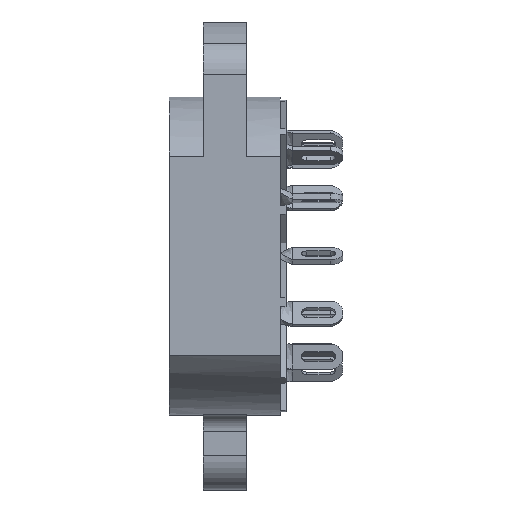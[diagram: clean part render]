
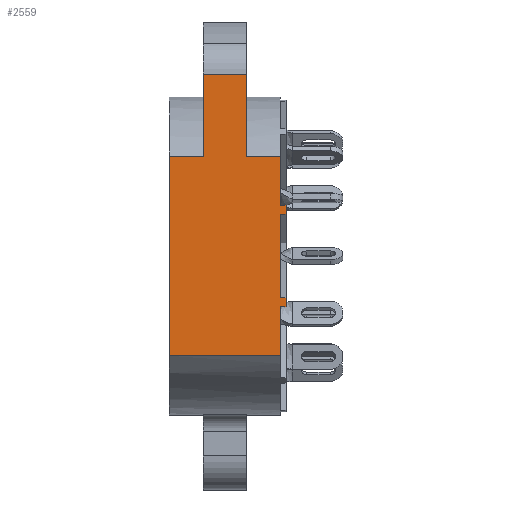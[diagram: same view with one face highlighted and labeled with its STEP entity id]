
A CAD part, left-side view. The second image highlights one B-rep face of the part: STEP entity #2559.
In plain terms, the highlighted planar face has unit normal (-1, 0, 0).
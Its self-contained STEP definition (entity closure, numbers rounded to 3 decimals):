
#20 = CARTESIAN_POINT ( 'NONE',  ( -10.9, 0.5, -4.464 ) ) ;
#32 = CARTESIAN_POINT ( 'NONE',  ( -10.9, 10.3, -8.786 ) ) ;
#39 = ORIENTED_EDGE ( 'NONE', *, *, #467, .F. ) ;
#243 = LINE ( 'NONE', #1353, #5019 ) ;
#287 = EDGE_CURVE ( 'NONE', #966, #6391, #1985, .T. ) ;
#306 = CARTESIAN_POINT ( 'NONE',  ( -10.9, 0.5, 8.786 ) ) ;
#384 = LINE ( 'NONE', #1117, #3232 ) ;
#426 = VERTEX_POINT ( 'NONE', #2168 ) ;
#457 = VECTOR ( 'NONE', #6346, 1000. ) ;
#467 = EDGE_CURVE ( 'NONE', #2472, #426, #2920, .T. ) ;
#472 = CARTESIAN_POINT ( 'NONE',  ( -10.9, 0.5, 3.663 ) ) ;
#495 = EDGE_LOOP ( 'NONE', ( #7745, #3189, #3833, #4332, #1794, #2250, #2679, #1120, #4654, #5326, #39, #6248, #624, #1000, #3332, #2611 ) ) ;
#557 = DIRECTION ( 'NONE',  ( 0., 0., 1. ) ) ;
#601 = DIRECTION ( 'NONE',  ( 0., 0., -1. ) ) ;
#624 = ORIENTED_EDGE ( 'NONE', *, *, #3551, .F. ) ;
#677 = VECTOR ( 'NONE', #1948, 1000. ) ;
#679 = CARTESIAN_POINT ( 'NONE',  ( -10.9, 7.3, 8.786 ) ) ;
#723 = VECTOR ( 'NONE', #1283, 1000. ) ;
#806 = EDGE_CURVE ( 'NONE', #3298, #6342, #4605, .T. ) ;
#902 = EDGE_CURVE ( 'NONE', #2494, #7338, #384, .T. ) ;
#966 = VERTEX_POINT ( 'NONE', #4252 ) ;
#1000 = ORIENTED_EDGE ( 'NONE', *, *, #287, .F. ) ;
#1117 = CARTESIAN_POINT ( 'NONE',  ( -10.9, 7.3, 8.786 ) ) ;
#1120 = ORIENTED_EDGE ( 'NONE', *, *, #2853, .T. ) ;
#1135 = VERTEX_POINT ( 'NONE', #6413 ) ;
#1161 = DIRECTION ( 'NONE',  ( 0., 0., 1. ) ) ;
#1166 = VERTEX_POINT ( 'NONE', #2740 ) ;
#1212 = CARTESIAN_POINT ( 'NONE',  ( -10.9, 10.3, 8.786 ) ) ;
#1283 = DIRECTION ( 'NONE',  ( 0., -1., 0. ) ) ;
#1314 = DIRECTION ( 'NONE',  ( 0., 0., -1. ) ) ;
#1353 = CARTESIAN_POINT ( 'NONE',  ( -10.9, -9.528, -3.663 ) ) ;
#1366 = DIRECTION ( 'NONE',  ( 0., 0., 1. ) ) ;
#1401 = DIRECTION ( 'NONE',  ( 0., -1., 0. ) ) ;
#1454 = CARTESIAN_POINT ( 'NONE',  ( -10.9, 10.3, -8.786 ) ) ;
#1464 = VERTEX_POINT ( 'NONE', #1454 ) ;
#1645 = DIRECTION ( 'NONE',  ( 0., -1., 0. ) ) ;
#1647 = VECTOR ( 'NONE', #1314, 1000. ) ;
#1776 = VECTOR ( 'NONE', #557, 1000. ) ;
#1794 = ORIENTED_EDGE ( 'NONE', *, *, #902, .F. ) ;
#1807 = CARTESIAN_POINT ( 'NONE',  ( -10.9, -9.528, 4.464 ) ) ;
#1900 = CARTESIAN_POINT ( 'NONE',  ( -10.9, 10.3, 8.786 ) ) ;
#1903 = CARTESIAN_POINT ( 'NONE',  ( -10.9, 0., -3.663 ) ) ;
#1931 = DIRECTION ( 'NONE',  ( 0., 1., 0. ) ) ;
#1948 = DIRECTION ( 'NONE',  ( 0., 1., 0. ) ) ;
#1985 = LINE ( 'NONE', #3089, #677 ) ;
#2009 = EDGE_CURVE ( 'NONE', #4606, #2447, #4295, .T. ) ;
#2015 = CARTESIAN_POINT ( 'NONE',  ( -10.9, 0., 8.786 ) ) ;
#2035 = DIRECTION ( 'NONE',  ( 0., 1., 0. ) ) ;
#2168 = CARTESIAN_POINT ( 'NONE',  ( -10.9, 0., -4.464 ) ) ;
#2224 = CARTESIAN_POINT ( 'NONE',  ( -10.9, 0.5, -8.786 ) ) ;
#2250 = ORIENTED_EDGE ( 'NONE', *, *, #6655, .F. ) ;
#2433 = PLANE ( 'NONE',  #5287 ) ;
#2447 = VERTEX_POINT ( 'NONE', #4949 ) ;
#2472 = VERTEX_POINT ( 'NONE', #1903 ) ;
#2494 = VERTEX_POINT ( 'NONE', #679 ) ;
#2551 = VERTEX_POINT ( 'NONE', #6758 ) ;
#2559 = ADVANCED_FACE ( 'NONE', ( #3041 ), #2433, .F. ) ;
#2611 = ORIENTED_EDGE ( 'NONE', *, *, #7184, .T. ) ;
#2620 = DIRECTION ( 'NONE',  ( 0., 0., -1. ) ) ;
#2636 = EDGE_CURVE ( 'NONE', #426, #3298, #5816, .T. ) ;
#2655 = LINE ( 'NONE', #3350, #6435 ) ;
#2679 = ORIENTED_EDGE ( 'NONE', *, *, #6485, .F. ) ;
#2697 = EDGE_CURVE ( 'NONE', #4826, #966, #4492, .T. ) ;
#2740 = CARTESIAN_POINT ( 'NONE',  ( -10.9, 3.5, 16.007 ) ) ;
#2853 = EDGE_CURVE ( 'NONE', #1464, #6342, #4976, .T. ) ;
#2920 = LINE ( 'NONE', #6677, #6496 ) ;
#2924 = VECTOR ( 'NONE', #4002, 1000. ) ;
#3041 = FACE_OUTER_BOUND ( 'NONE', #495, .T. ) ;
#3073 = EDGE_CURVE ( 'NONE', #2447, #1135, #2655, .T. ) ;
#3089 = CARTESIAN_POINT ( 'NONE',  ( -10.9, -9.528, 3.663 ) ) ;
#3189 = ORIENTED_EDGE ( 'NONE', *, *, #2009, .F. ) ;
#3232 = VECTOR ( 'NONE', #1161, 1000. ) ;
#3298 = VERTEX_POINT ( 'NONE', #20 ) ;
#3332 = ORIENTED_EDGE ( 'NONE', *, *, #2697, .F. ) ;
#3350 = CARTESIAN_POINT ( 'NONE',  ( -10.9, 0.5, 8.786 ) ) ;
#3443 = EDGE_CURVE ( 'NONE', #2472, #2551, #243, .T. ) ;
#3551 = EDGE_CURVE ( 'NONE', #6391, #2551, #6403, .T. ) ;
#3693 = DIRECTION ( 'NONE',  ( 0., 0., -1. ) ) ;
#3791 = CARTESIAN_POINT ( 'NONE',  ( -10.9, 0.5, 8.786 ) ) ;
#3833 = ORIENTED_EDGE ( 'NONE', *, *, #6705, .T. ) ;
#3922 = CARTESIAN_POINT ( 'NONE',  ( -10.9, 10.3, 8.786 ) ) ;
#4002 = DIRECTION ( 'NONE',  ( 0., 1., 0. ) ) ;
#4041 = LINE ( 'NONE', #6504, #5929 ) ;
#4252 = CARTESIAN_POINT ( 'NONE',  ( -10.9, 0., 3.663 ) ) ;
#4295 = LINE ( 'NONE', #6110, #7247 ) ;
#4332 = ORIENTED_EDGE ( 'NONE', *, *, #6884, .T. ) ;
#4491 = VECTOR ( 'NONE', #7954, 1000. ) ;
#4492 = LINE ( 'NONE', #2015, #457 ) ;
#4565 = LINE ( 'NONE', #3922, #6308 ) ;
#4569 = CARTESIAN_POINT ( 'NONE',  ( -10.9, -9.528, -4.464 ) ) ;
#4605 = LINE ( 'NONE', #306, #7363 ) ;
#4606 = VERTEX_POINT ( 'NONE', #5654 ) ;
#4654 = ORIENTED_EDGE ( 'NONE', *, *, #806, .F. ) ;
#4826 = VERTEX_POINT ( 'NONE', #7662 ) ;
#4949 = CARTESIAN_POINT ( 'NONE',  ( -10.9, 0.5, 8.786 ) ) ;
#4975 = CARTESIAN_POINT ( 'NONE',  ( -10.9, 7.3, 16.007 ) ) ;
#4976 = LINE ( 'NONE', #32, #723 ) ;
#4980 = LINE ( 'NONE', #1900, #1776 ) ;
#5019 = VECTOR ( 'NONE', #2035, 1000. ) ;
#5253 = DIRECTION ( 'NONE',  ( 0., 0., -1. ) ) ;
#5287 = AXIS2_PLACEMENT_3D ( 'NONE', #1212, #7966, #3693 ) ;
#5326 = ORIENTED_EDGE ( 'NONE', *, *, #2636, .F. ) ;
#5654 = CARTESIAN_POINT ( 'NONE',  ( -10.9, 3.5, 8.786 ) ) ;
#5788 = VECTOR ( 'NONE', #1366, 1000. ) ;
#5816 = LINE ( 'NONE', #4569, #2924 ) ;
#5865 = LINE ( 'NONE', #6911, #5788 ) ;
#5929 = VECTOR ( 'NONE', #1931, 1000. ) ;
#6110 = CARTESIAN_POINT ( 'NONE',  ( -10.9, 10.3, 8.786 ) ) ;
#6248 = ORIENTED_EDGE ( 'NONE', *, *, #3443, .T. ) ;
#6308 = VECTOR ( 'NONE', #1401, 1000. ) ;
#6342 = VERTEX_POINT ( 'NONE', #2224 ) ;
#6346 = DIRECTION ( 'NONE',  ( 0., 0., -1. ) ) ;
#6391 = VERTEX_POINT ( 'NONE', #472 ) ;
#6403 = LINE ( 'NONE', #3791, #1647 ) ;
#6413 = CARTESIAN_POINT ( 'NONE',  ( -10.9, 0.5, 4.464 ) ) ;
#6435 = VECTOR ( 'NONE', #2620, 1000. ) ;
#6485 = EDGE_CURVE ( 'NONE', #1464, #6681, #4980, .T. ) ;
#6496 = VECTOR ( 'NONE', #601, 1000. ) ;
#6504 = CARTESIAN_POINT ( 'NONE',  ( -10.9, 7.3, 16.007 ) ) ;
#6655 = EDGE_CURVE ( 'NONE', #6681, #2494, #4565, .T. ) ;
#6677 = CARTESIAN_POINT ( 'NONE',  ( -10.9, 0., 8.786 ) ) ;
#6681 = VERTEX_POINT ( 'NONE', #7669 ) ;
#6705 = EDGE_CURVE ( 'NONE', #4606, #1166, #5865, .T. ) ;
#6758 = CARTESIAN_POINT ( 'NONE',  ( -10.9, 0.5, -3.663 ) ) ;
#6884 = EDGE_CURVE ( 'NONE', #1166, #7338, #4041, .T. ) ;
#6911 = CARTESIAN_POINT ( 'NONE',  ( -10.9, 3.5, 8.786 ) ) ;
#7184 = EDGE_CURVE ( 'NONE', #4826, #1135, #7830, .T. ) ;
#7247 = VECTOR ( 'NONE', #1645, 1000. ) ;
#7338 = VERTEX_POINT ( 'NONE', #4975 ) ;
#7363 = VECTOR ( 'NONE', #5253, 1000. ) ;
#7662 = CARTESIAN_POINT ( 'NONE',  ( -10.9, 0., 4.464 ) ) ;
#7669 = CARTESIAN_POINT ( 'NONE',  ( -10.9, 10.3, 8.786 ) ) ;
#7745 = ORIENTED_EDGE ( 'NONE', *, *, #3073, .F. ) ;
#7830 = LINE ( 'NONE', #1807, #4491 ) ;
#7954 = DIRECTION ( 'NONE',  ( 0., 1., 0. ) ) ;
#7966 = DIRECTION ( 'NONE',  ( 1., 0., 0. ) ) ;
